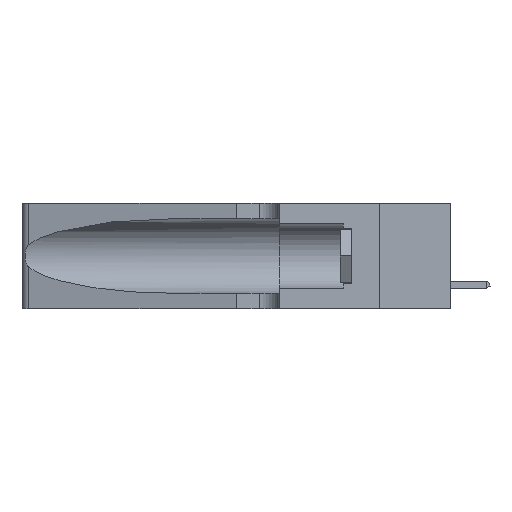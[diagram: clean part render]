
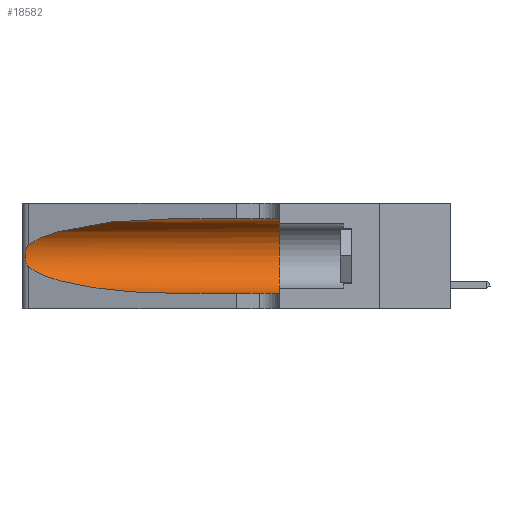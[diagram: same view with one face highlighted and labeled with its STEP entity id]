
A CAD part, left-side view. The second image highlights one B-rep face of the part: STEP entity #18582.
In plain terms, the highlighted cylindrical face has radius 3.308 mm (diameter 6.617 mm), a partial arc.
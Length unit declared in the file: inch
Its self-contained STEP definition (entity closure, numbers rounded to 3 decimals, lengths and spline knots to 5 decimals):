
#190 = ORIENTED_EDGE ( 'NONE', *, *, #1617, .F. ) ;
#684 = CARTESIAN_POINT ( 'NONE',  ( 0.18966, 0.96281, 0.31525 ) ) ;
#1599 = CARTESIAN_POINT ( 'NONE',  ( 0.25487, 1.22718, 0.14631 ) ) ;
#1606 = AXIS2_PLACEMENT_3D ( 'NONE', #5673, #18822, #11268 ) ;
#1617 = EDGE_CURVE ( 'NONE', #1936, #17942, #12546, .T. ) ;
#1660 = VERTEX_POINT ( 'NONE', #17297 ) ;
#1667 = DIRECTION ( 'NONE',  ( 0., -1., 0. ) ) ;
#1739 = B_SPLINE_CURVE_WITH_KNOTS ( 'NONE', 3,
 ( #3542, #13648, #16584, #16972, #6814, #8946, #6068, #7423, #16273, #17818, #10429, #12000, #17645, #1599 ),
 .UNSPECIFIED., .F., .F.,
 ( 4, 2, 2, 2, 2, 2, 4 ),
 ( 0., 0.00027, 0.00053, 0.00107, 0.0016, 0.00187, 0.00214 ),
 .UNSPECIFIED. ) ;
#1936 = VERTEX_POINT ( 'NONE', #7240 ) ;
#2528 = VECTOR ( 'NONE', #1667, 39.37008 ) ;
#3318 = CARTESIAN_POINT ( 'NONE',  ( 0.2373, 1.15595, 0.28018 ) ) ;
#3542 = CARTESIAN_POINT ( 'NONE',  ( 0.25487, 1.22718, 0.22369 ) ) ;
#3592 = DIRECTION ( 'NONE',  ( 0., -1., 0. ) ) ;
#4392 = CARTESIAN_POINT ( 'NONE',  ( 0.2373, 1.15595, 0.08982 ) ) ;
#4831 = ORIENTED_EDGE ( 'NONE', *, *, #11784, .T. ) ;
#4841 = FACE_OUTER_BOUND ( 'NONE', #16580, .T. ) ;
#5181 = CARTESIAN_POINT ( 'NONE',  ( 0.25487, 1.22718, 0.14631 ) ) ;
#5403 = EDGE_CURVE ( 'NONE', #1660, #16854, #1739, .T. ) ;
#5673 = CARTESIAN_POINT ( 'NONE',  ( 0.1305, 0.35, 0.185 ) ) ;
#5784 = EDGE_CURVE ( 'NONE', #17942, #18156, #15110, .T. ) ;
#5888 = ORIENTED_EDGE ( 'NONE', *, *, #17119, .T. ) ;
#6068 = CARTESIAN_POINT ( 'NONE',  ( 0.26075, 1.23896, 0.19203 ) ) ;
#6335 = CARTESIAN_POINT ( 'NONE',  ( 0.1305, 0.72297, 0.05475 ) ) ;
#6498 = CARTESIAN_POINT ( 'NONE',  ( 0.1305, 0.72297, 0.31525 ) ) ;
#6641 =( BOUNDED_CURVE ( )  B_SPLINE_CURVE ( 3, ( #6498, #684, #3318, #11907 ),
 .UNSPECIFIED., .F., .T. ) 
 B_SPLINE_CURVE_WITH_KNOTS ( ( 4, 4 ),
 ( 1.5708, 2.84003 ),
 .UNSPECIFIED. ) 
 CURVE ( )  GEOMETRIC_REPRESENTATION_ITEM ( )  RATIONAL_B_SPLINE_CURVE ( ( 1., 0.87, 0.87, 1. ) ) 
 REPRESENTATION_ITEM ( '' )  );
#6814 = CARTESIAN_POINT ( 'NONE',  ( 0.25854, 1.2359, 0.20912 ) ) ;
#7116 = AXIS2_PLACEMENT_3D ( 'NONE', #14753, #14558, #16046 ) ;
#7144 = VERTEX_POINT ( 'NONE', #6335 ) ;
#7240 = CARTESIAN_POINT ( 'NONE',  ( 0.1305, 0.72297, 0.31525 ) ) ;
#7423 = CARTESIAN_POINT ( 'NONE',  ( 0.26075, 1.23896, 0.178 ) ) ;
#8777 = CARTESIAN_POINT ( 'NONE',  ( 0.25487, 1.22718, 0.14631 ) ) ;
#8899 = CARTESIAN_POINT ( 'NONE',  ( 0.1305, 0.72297, 0.05475 ) ) ;
#8946 = CARTESIAN_POINT ( 'NONE',  ( 0.26018, 1.23835, 0.19895 ) ) ;
#9387 = CARTESIAN_POINT ( 'NONE',  ( 0.1305, 1.61858, 0.05475 ) ) ;
#10268 = CARTESIAN_POINT ( 'NONE',  ( 0.1305, 0.35, 0.31525 ) ) ;
#10403 =( BOUNDED_CURVE ( )  B_SPLINE_CURVE ( 3, ( #8777, #4392, #16109, #8899 ),
 .UNSPECIFIED., .F., .F. ) 
 B_SPLINE_CURVE_WITH_KNOTS ( ( 4, 4 ),
 ( 3.44316, 4.71239 ),
 .UNSPECIFIED. ) 
 CURVE ( )  GEOMETRIC_REPRESENTATION_ITEM ( )  RATIONAL_B_SPLINE_CURVE ( ( 1., 0.87, 0.87, 1. ) ) 
 REPRESENTATION_ITEM ( '' )  );
#10429 = CARTESIAN_POINT ( 'NONE',  ( 0.25789, 1.23486, 0.15765 ) ) ;
#11268 = DIRECTION ( 'NONE',  ( 0., 0., 1. ) ) ;
#11784 = EDGE_CURVE ( 'NONE', #1936, #1660, #6641, .T. ) ;
#11907 = CARTESIAN_POINT ( 'NONE',  ( 0.25487, 1.22718, 0.22369 ) ) ;
#12000 = CARTESIAN_POINT ( 'NONE',  ( 0.25639, 1.23186, 0.15144 ) ) ;
#12546 = LINE ( 'NONE', #17348, #2528 ) ;
#12835 = VECTOR ( 'NONE', #3592, 39.37008 ) ;
#12867 = ORIENTED_EDGE ( 'NONE', *, *, #17376, .T. ) ;
#13239 = CYLINDRICAL_SURFACE ( 'NONE', #7116, 0.13025 ) ;
#13648 = CARTESIAN_POINT ( 'NONE',  ( 0.25555, 1.22994, 0.2215 ) ) ;
#13675 = CARTESIAN_POINT ( 'NONE',  ( 0.1305, 0.35, 0.05475 ) ) ;
#14558 = DIRECTION ( 'NONE',  ( 0., -1., 0. ) ) ;
#14753 = CARTESIAN_POINT ( 'NONE',  ( 0.1305, 1.61858, 0.185 ) ) ;
#15110 = CIRCLE ( 'NONE', #1606, 0.13025 ) ;
#15587 = LINE ( 'NONE', #9387, #12835 ) ;
#16046 = DIRECTION ( 'NONE',  ( 0., 0., -1. ) ) ;
#16109 = CARTESIAN_POINT ( 'NONE',  ( 0.18966, 0.96281, 0.05475 ) ) ;
#16273 = CARTESIAN_POINT ( 'NONE',  ( 0.26017, 1.23833, 0.17102 ) ) ;
#16580 = EDGE_LOOP ( 'NONE', ( #4831, #17465, #5888, #12867, #17103, #190 ) ) ;
#16584 = CARTESIAN_POINT ( 'NONE',  ( 0.25639, 1.23184, 0.21858 ) ) ;
#16854 = VERTEX_POINT ( 'NONE', #5181 ) ;
#16972 = CARTESIAN_POINT ( 'NONE',  ( 0.25787, 1.23484, 0.2124 ) ) ;
#17103 = ORIENTED_EDGE ( 'NONE', *, *, #5784, .F. ) ;
#17119 = EDGE_CURVE ( 'NONE', #16854, #7144, #10403, .T. ) ;
#17297 = CARTESIAN_POINT ( 'NONE',  ( 0.25487, 1.22718, 0.22369 ) ) ;
#17348 = CARTESIAN_POINT ( 'NONE',  ( 0.1305, 1.61858, 0.31525 ) ) ;
#17376 = EDGE_CURVE ( 'NONE', #7144, #18156, #15587, .T. ) ;
#17465 = ORIENTED_EDGE ( 'NONE', *, *, #5403, .T. ) ;
#17645 = CARTESIAN_POINT ( 'NONE',  ( 0.25555, 1.22993, 0.14849 ) ) ;
#17818 = CARTESIAN_POINT ( 'NONE',  ( 0.25856, 1.23593, 0.16098 ) ) ;
#17942 = VERTEX_POINT ( 'NONE', #10268 ) ;
#18156 = VERTEX_POINT ( 'NONE', #13675 ) ;
#18582 = ADVANCED_FACE ( 'NONE', ( #4841 ), #13239, .F. ) ;
#18822 = DIRECTION ( 'NONE',  ( 0., 1., 0. ) ) ;
